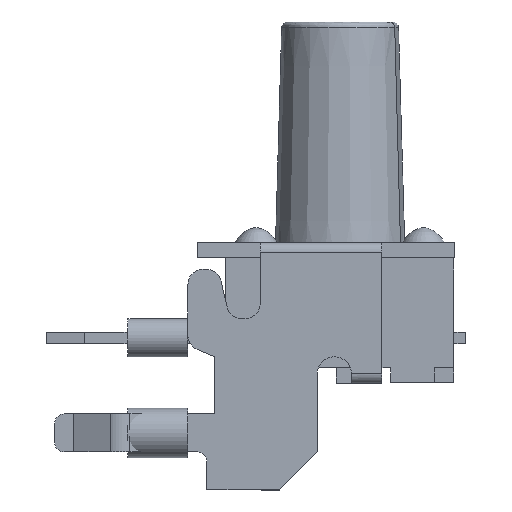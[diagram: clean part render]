
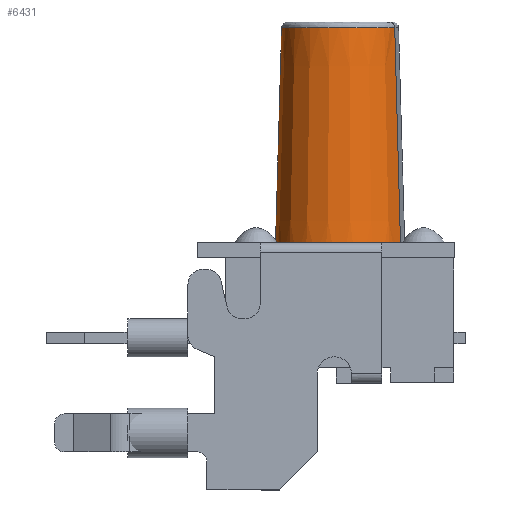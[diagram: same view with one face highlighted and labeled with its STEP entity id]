
A CAD part, front view. The second image highlights one B-rep face of the part: STEP entity #6431.
In plain terms, the highlighted conical face has half-angle 1.63 degrees and reference radius 1.71 mm.
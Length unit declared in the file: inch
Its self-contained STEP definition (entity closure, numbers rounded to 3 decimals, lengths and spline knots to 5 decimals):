
#346 = VERTEX_POINT ( 'NONE', #8655 ) ;
#464 = EDGE_CURVE ( 'NONE', #4523, #11374, #3262, .T. ) ;
#671 = AXIS2_PLACEMENT_3D ( 'NONE', #15410, #10198, #8718 ) ;
#878 = AXIS2_PLACEMENT_3D ( 'NONE', #7249, #11972, #9187 ) ;
#937 = EDGE_CURVE ( 'NONE', #13369, #7824, #9358, .T. ) ;
#1096 = FACE_OUTER_BOUND ( 'NONE', #9012, .T. ) ;
#1271 = ORIENTED_EDGE ( 'NONE', *, *, #4097, .T. ) ;
#1399 = VECTOR ( 'NONE', #12672, 39.37008 ) ;
#1524 = CARTESIAN_POINT ( 'NONE',  ( -0.06251, 0.02359, 0.11181 ) ) ;
#1616 = CARTESIAN_POINT ( 'NONE',  ( 0.025, -0.06296, 0.115 ) ) ;
#1701 = DIRECTION ( 'NONE',  ( -0.027, 0.01, -1. ) ) ;
#2134 = EDGE_CURVE ( 'NONE', #11374, #12997, #14119, .T. ) ;
#2384 = ORIENTED_EDGE ( 'NONE', *, *, #2609, .T. ) ;
#2388 = DIRECTION ( 'NONE',  ( 0., 0., 1. ) ) ;
#2439 = DIRECTION ( 'NONE',  ( -0.934, 0.356, 0. ) ) ;
#2556 = CARTESIAN_POINT ( 'NONE',  ( 0.00039, -0.00039, 0.11181 ) ) ;
#2609 = EDGE_CURVE ( 'NONE', #12864, #10221, #2667, .T. ) ;
#2667 = LINE ( 'NONE', #4516, #15432 ) ;
#3177 = CARTESIAN_POINT ( 'NONE',  ( 0.00039, -0.00039, 0.35214 ) ) ;
#3262 = B_SPLINE_CURVE_WITH_KNOTS ( 'NONE', 3,
 ( #10699, #4648, #13315, #3292, #12073, #4871, #11881 ),
 .UNSPECIFIED., .F., .F.,
 ( 4, 3, 4 ),
 ( 0.00327, 0.00332, 0.00335 ),
 .UNSPECIFIED. ) ;
#3292 = CARTESIAN_POINT ( 'NONE',  ( -0.025, -0.06268, 0.11378 ) ) ;
#4030 = DIRECTION ( 'NONE',  ( 0., 0., 1. ) ) ;
#4097 = EDGE_CURVE ( 'NONE', #10221, #4523, #11701, .T. ) ;
#4516 = CARTESIAN_POINT ( 'NONE',  ( -0.06251, 0.02359, 0.11181 ) ) ;
#4523 = VERTEX_POINT ( 'NONE', #12492 ) ;
#4648 = CARTESIAN_POINT ( 'NONE',  ( -0.025, -0.06272, 0.11247 ) ) ;
#4871 = CARTESIAN_POINT ( 'NONE',  ( -0.025, -0.06266, 0.11459 ) ) ;
#5551 = CARTESIAN_POINT ( 'NONE',  ( 0.025, -0.06299, 0.11419 ) ) ;
#5620 = AXIS2_PLACEMENT_3D ( 'NONE', #2556, #2388, #2439 ) ;
#5727 = CONICAL_SURFACE ( 'NONE', #878, 0.06732, 0.028 ) ;
#5910 = ORIENTED_EDGE ( 'NONE', *, *, #2134, .T. ) ;
#6116 = CARTESIAN_POINT ( 'NONE',  ( 0.025, -0.06306, 0.11181 ) ) ;
#6244 = LINE ( 'NONE', #7698, #1399 ) ;
#6431 = ADVANCED_FACE ( 'NONE', ( #1096 ), #5727, .T. ) ;
#6807 = CARTESIAN_POINT ( 'NONE',  ( 0.025, -0.06302, 0.11313 ) ) ;
#6810 = ORIENTED_EDGE ( 'NONE', *, *, #12153, .F. ) ;
#7249 = CARTESIAN_POINT ( 'NONE',  ( 0.00039, -0.00039, 0.11181 ) ) ;
#7282 = EDGE_CURVE ( 'NONE', #346, #12864, #8582, .T. ) ;
#7698 = CARTESIAN_POINT ( 'NONE',  ( 0.0633, -0.02437, 0.11181 ) ) ;
#7824 = VERTEX_POINT ( 'NONE', #13561 ) ;
#8069 = CARTESIAN_POINT ( 'NONE',  ( 0.025, -0.06306, 0.11181 ) ) ;
#8582 = CIRCLE ( 'NONE', #8982, 0.06048 ) ;
#8655 = CARTESIAN_POINT ( 'NONE',  ( 0.05691, -0.02194, 0.35214 ) ) ;
#8718 = DIRECTION ( 'NONE',  ( 1., 0., 0. ) ) ;
#8835 = ORIENTED_EDGE ( 'NONE', *, *, #937, .T. ) ;
#8982 = AXIS2_PLACEMENT_3D ( 'NONE', #3177, #11995, #10584 ) ;
#9012 = EDGE_LOOP ( 'NONE', ( #6810, #10367, #2384, #1271, #11840, #5910, #12506, #8835 ) ) ;
#9187 = DIRECTION ( 'NONE',  ( -0.934, 0.356, 0. ) ) ;
#9358 = CIRCLE ( 'NONE', #5620, 0.06732 ) ;
#10198 = DIRECTION ( 'NONE',  ( 0., 0., 1. ) ) ;
#10221 = VERTEX_POINT ( 'NONE', #1524 ) ;
#10367 = ORIENTED_EDGE ( 'NONE', *, *, #7282, .T. ) ;
#10584 = DIRECTION ( 'NONE',  ( -0.934, 0.356, 0. ) ) ;
#10699 = CARTESIAN_POINT ( 'NONE',  ( -0.025, -0.06274, 0.11181 ) ) ;
#11374 = VERTEX_POINT ( 'NONE', #14755 ) ;
#11454 = DIRECTION ( 'NONE',  ( -0.934, 0.356, 0. ) ) ;
#11701 = CIRCLE ( 'NONE', #14706, 0.06732 ) ;
#11840 = ORIENTED_EDGE ( 'NONE', *, *, #464, .T. ) ;
#11881 = CARTESIAN_POINT ( 'NONE',  ( -0.025, -0.06265, 0.115 ) ) ;
#11972 = DIRECTION ( 'NONE',  ( 0., 0., -1. ) ) ;
#11995 = DIRECTION ( 'NONE',  ( 0., 0., -1. ) ) ;
#12073 = CARTESIAN_POINT ( 'NONE',  ( -0.025, -0.06267, 0.11419 ) ) ;
#12103 = CARTESIAN_POINT ( 'NONE',  ( -0.05612, 0.02115, 0.35214 ) ) ;
#12153 = EDGE_CURVE ( 'NONE', #346, #7824, #6244, .T. ) ;
#12492 = CARTESIAN_POINT ( 'NONE',  ( -0.025, -0.06274, 0.11181 ) ) ;
#12506 = ORIENTED_EDGE ( 'NONE', *, *, #15476, .T. ) ;
#12672 = DIRECTION ( 'NONE',  ( 0.027, -0.01, -1. ) ) ;
#12695 = CARTESIAN_POINT ( 'NONE',  ( 0.00039, -0.00039, 0.11181 ) ) ;
#12864 = VERTEX_POINT ( 'NONE', #12103 ) ;
#12890 = CARTESIAN_POINT ( 'NONE',  ( 0.025, -0.06296, 0.115 ) ) ;
#12992 = CARTESIAN_POINT ( 'NONE',  ( 0.025, -0.06297, 0.1146 ) ) ;
#12997 = VERTEX_POINT ( 'NONE', #1616 ) ;
#13315 = CARTESIAN_POINT ( 'NONE',  ( -0.025, -0.0627, 0.11312 ) ) ;
#13369 = VERTEX_POINT ( 'NONE', #6116 ) ;
#13385 = B_SPLINE_CURVE_WITH_KNOTS ( 'NONE', 3,
 ( #12890, #12992, #5551, #14232, #6807, #15480, #8069 ),
 .UNSPECIFIED., .F., .F.,
 ( 4, 3, 4 ),
 ( 0.00329, 0.00332, 0.00337 ),
 .UNSPECIFIED. ) ;
#13561 = CARTESIAN_POINT ( 'NONE',  ( 0.0633, -0.02437, 0.11181 ) ) ;
#14119 = CIRCLE ( 'NONE', #671, 0.06723 ) ;
#14232 = CARTESIAN_POINT ( 'NONE',  ( 0.025, -0.063, 0.11379 ) ) ;
#14706 = AXIS2_PLACEMENT_3D ( 'NONE', #12695, #4030, #11454 ) ;
#14755 = CARTESIAN_POINT ( 'NONE',  ( -0.025, -0.06265, 0.115 ) ) ;
#15410 = CARTESIAN_POINT ( 'NONE',  ( 0.00039, -0.00039, 0.115 ) ) ;
#15432 = VECTOR ( 'NONE', #1701, 39.37008 ) ;
#15476 = EDGE_CURVE ( 'NONE', #12997, #13369, #13385, .T. ) ;
#15480 = CARTESIAN_POINT ( 'NONE',  ( 0.025, -0.06304, 0.11247 ) ) ;
